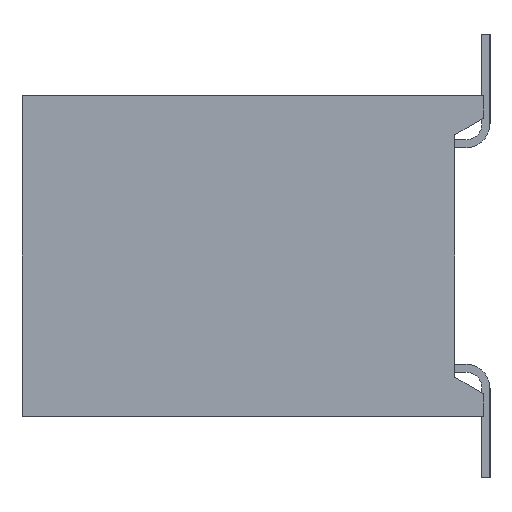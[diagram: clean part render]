
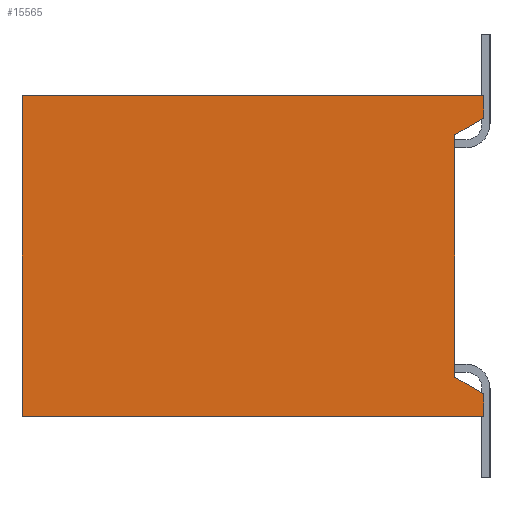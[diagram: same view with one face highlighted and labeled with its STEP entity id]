
A CAD part, left-side view. The second image highlights one B-rep face of the part: STEP entity #15565.
In plain terms, the highlighted planar face has unit normal (-1, 0, 0).
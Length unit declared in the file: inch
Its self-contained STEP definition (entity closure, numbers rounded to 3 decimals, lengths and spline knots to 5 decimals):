
#886=ORIENTED_EDGE('',*,*,#5310,.F.);
#887=ORIENTED_EDGE('',*,*,#4896,.T.);
#888=ORIENTED_EDGE('',*,*,#5084,.F.);
#889=ORIENTED_EDGE('',*,*,#5426,.F.);
#890=ORIENTED_EDGE('',*,*,#5078,.T.);
#891=ORIENTED_EDGE('',*,*,#4964,.T.);
#892=ORIENTED_EDGE('',*,*,#5425,.F.);
#893=ORIENTED_EDGE('',*,*,#5427,.F.);
#4896=EDGE_CURVE('',#7201,#7200,#8736,.T.);
#4964=EDGE_CURVE('',#7269,#7268,#8804,.T.);
#5078=EDGE_CURVE('',#7366,#7269,#8918,.T.);
#5084=EDGE_CURVE('',#7370,#7200,#8924,.T.);
#5310=EDGE_CURVE('',#7201,#7563,#9150,.T.);
#5425=EDGE_CURVE('',#7661,#7268,#9265,.T.);
#5426=EDGE_CURVE('',#7366,#7370,#9266,.T.);
#5427=EDGE_CURVE('',#7563,#7661,#9267,.T.);
#7200=VERTEX_POINT('',#21300);
#7201=VERTEX_POINT('',#21302);
#7268=VERTEX_POINT('',#21453);
#7269=VERTEX_POINT('',#21455);
#7366=VERTEX_POINT('',#21667);
#7370=VERTEX_POINT('',#21677);
#7563=VERTEX_POINT('',#22128);
#7661=VERTEX_POINT('',#22375);
#8736=LINE('',#21301,#10912);
#8804=LINE('',#21454,#10980);
#8918=LINE('',#21666,#11094);
#8924=LINE('',#21678,#11100);
#9150=LINE('',#22130,#11326);
#9265=LINE('',#22376,#11441);
#9266=LINE('',#22378,#11442);
#9267=LINE('',#22379,#11443);
#10912=VECTOR('',#17268,39.37008);
#10980=VECTOR('',#17370,39.37008);
#11094=VECTOR('',#17486,39.37008);
#11100=VECTOR('',#17494,39.37008);
#11326=VECTOR('',#17786,39.37008);
#11441=VECTOR('',#17967,39.37008);
#11442=VECTOR('',#17970,39.37008);
#11443=VECTOR('',#17971,39.37008);
#13124=EDGE_LOOP('',(#886,#887,#888,#889,#890,#891,#892,#893));
#13990=FACE_BOUND('',#13124,.T.);
#14856=PLANE('',#16365);
#15565=ADVANCED_FACE('',(#13990),#14856,.F.);
#16365=AXIS2_PLACEMENT_3D('',#22377,#17968,#17969);
#17268=DIRECTION('',(0.,0.,1.));
#17370=DIRECTION('',(0.,0.,1.));
#17486=DIRECTION('',(0.,-1.,0.));
#17494=DIRECTION('',(0.,-1.,0.));
#17786=DIRECTION('',(0.,0.866,-0.5));
#17967=DIRECTION('',(0.,-0.866,-0.5));
#17968=DIRECTION('',(1.,0.,0.));
#17969=DIRECTION('',(0.,0.,-1.));
#17970=DIRECTION('',(0.,0.,1.));
#17971=DIRECTION('',(0.,0.,-1.));
#21300=CARTESIAN_POINT('',(-0.8,0.,0.1));
#21301=CARTESIAN_POINT('',(-0.8,0.,-0.1));
#21302=CARTESIAN_POINT('',(-0.8,0.,0.086));
#21453=CARTESIAN_POINT('',(-0.8,0.,-0.086));
#21454=CARTESIAN_POINT('',(-0.8,0.,-0.1));
#21455=CARTESIAN_POINT('',(-0.8,0.,-0.1));
#21666=CARTESIAN_POINT('',(-0.8,0.288,-0.1));
#21667=CARTESIAN_POINT('',(-0.8,0.288,-0.1));
#21677=CARTESIAN_POINT('',(-0.8,0.288,0.1));
#21678=CARTESIAN_POINT('',(-0.8,0.288,0.1));
#22128=CARTESIAN_POINT('',(-0.8,0.018,0.07561));
#22130=CARTESIAN_POINT('',(-0.8,0.29654,-0.08521));
#22375=CARTESIAN_POINT('',(-0.8,0.018,-0.07561));
#22376=CARTESIAN_POINT('',(-0.8,0.20994,0.03521));
#22377=CARTESIAN_POINT('',(-0.8,0.288,-0.1));
#22378=CARTESIAN_POINT('',(-0.8,0.288,-0.1));
#22379=CARTESIAN_POINT('',(-0.8,0.018,-0.1));
